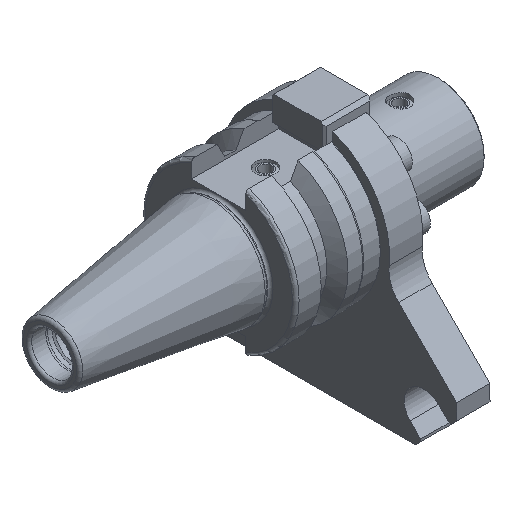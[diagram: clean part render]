
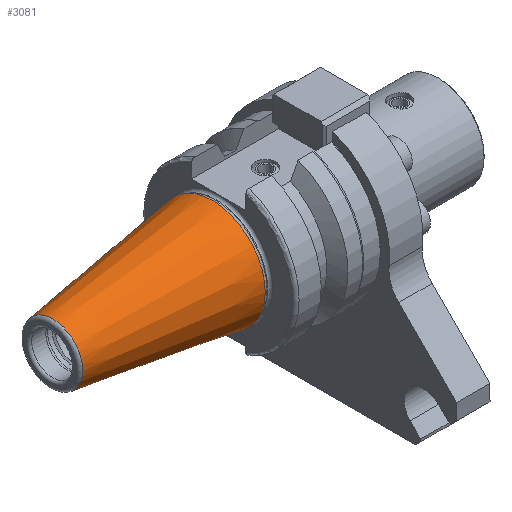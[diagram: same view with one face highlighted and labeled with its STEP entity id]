
A CAD part, isometric view. The second image highlights one B-rep face of the part: STEP entity #3081.
In plain terms, the highlighted conical face has half-angle 8.297 degrees and reference radius 12.408 mm.
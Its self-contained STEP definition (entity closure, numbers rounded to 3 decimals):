
#3047=CARTESIAN_POINT('',(-47.544,8.941,0.0));
#3048=VERTEX_POINT('',#3047);
#3049=CARTESIAN_POINT('',(-47.544,0.0,0.0));
#3050=DIRECTION('',(1.0,0.0,0.0));
#3051=DIRECTION('',(0.0,1.0,0.0));
#3052=AXIS2_PLACEMENT_3D('',#3049,#3050,#3051);
#3053=CIRCLE('',#3052,8.941);
#3054=EDGE_CURVE('',#3048,#3048,#3053,.T.);
#3062=CARTESIAN_POINT('',(-23.772,0.0,0.0));
#3063=DIRECTION('',(1.0,0.0,0.0));
#3064=DIRECTION('',(0.0,1.0,0.0));
#3065=AXIS2_PLACEMENT_3D('',#3062,#3063,#3064);
#3066=CONICAL_SURFACE('',#3065,12.408,8.297);
#3067=CARTESIAN_POINT('',(0.0,15.875,0.0));
#3068=VERTEX_POINT('',#3067);
#3069=CARTESIAN_POINT('',(0.0,0.0,0.0));
#3070=DIRECTION('',(1.0,0.0,0.0));
#3071=DIRECTION('',(0.0,1.0,0.0));
#3072=AXIS2_PLACEMENT_3D('',#3069,#3070,#3071);
#3073=CIRCLE('',#3072,15.875);
#3074=EDGE_CURVE('',#3068,#3068,#3073,.T.);
#3075=ORIENTED_EDGE('',*,*,#3074,.F.);
#3076=EDGE_LOOP('',(#3075));
#3077=FACE_OUTER_BOUND('',#3076,.T.);
#3078=ORIENTED_EDGE('',*,*,#3054,.T.);
#3079=EDGE_LOOP('',(#3078));
#3080=FACE_BOUND('',#3079,.T.);
#3081=ADVANCED_FACE('',(#3077,#3080),#3066,.T.);
